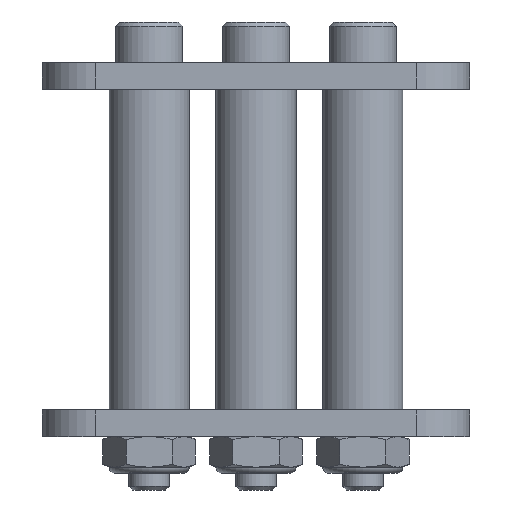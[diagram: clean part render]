
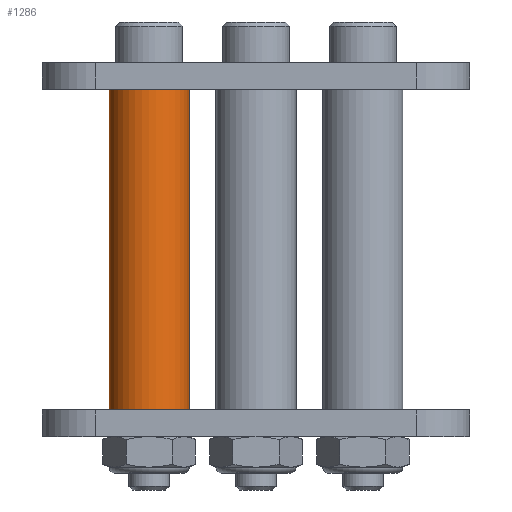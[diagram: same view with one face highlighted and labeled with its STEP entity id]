
A CAD part, left-side view. The second image highlights one B-rep face of the part: STEP entity #1286.
In plain terms, the highlighted cylindrical face has radius 4.763 mm (diameter 9.525 mm), a full revolution.
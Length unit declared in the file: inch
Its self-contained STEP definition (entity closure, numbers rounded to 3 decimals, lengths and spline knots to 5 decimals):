
#431 = AXIS2_PLACEMENT_3D ( 'NONE', #1141, #2068, #1765 ) ;
#560 = VERTEX_POINT ( 'NONE', #1770 ) ;
#641 = CARTESIAN_POINT ( 'NONE',  ( 0.1875, 0., 0.75 ) ) ;
#651 = DIRECTION ( 'NONE',  ( 1., 0., 0. ) ) ;
#703 = AXIS2_PLACEMENT_3D ( 'NONE', #2125, #3638, #651 ) ;
#928 = DIRECTION ( 'NONE',  ( 0., 0., -1. ) ) ;
#1141 = CARTESIAN_POINT ( 'NONE',  ( 0., 0., -0.75 ) ) ;
#1286 = ADVANCED_FACE ( 'NONE', ( #1821, #3061 ), #3608, .T. ) ;
#1765 = DIRECTION ( 'NONE',  ( 1., 0., 0. ) ) ;
#1770 = CARTESIAN_POINT ( 'NONE',  ( 0.1875, 0., -0.75 ) ) ;
#1821 = FACE_OUTER_BOUND ( 'NONE', #3334, .T. ) ;
#1881 = EDGE_LOOP ( 'NONE', ( #2776 ) ) ;
#2068 = DIRECTION ( 'NONE',  ( 0., 0., 1. ) ) ;
#2125 = CARTESIAN_POINT ( 'NONE',  ( 0., 0., 0.75 ) ) ;
#2136 = CARTESIAN_POINT ( 'NONE',  ( 0., 0., 0.75 ) ) ;
#2147 = CIRCLE ( 'NONE', #431, 0.1875 ) ;
#2344 = CIRCLE ( 'NONE', #703, 0.1875 ) ;
#2617 = ORIENTED_EDGE ( 'NONE', *, *, #3855, .F. ) ;
#2776 = ORIENTED_EDGE ( 'NONE', *, *, #3187, .T. ) ;
#3061 = FACE_OUTER_BOUND ( 'NONE', #1881, .T. ) ;
#3187 = EDGE_CURVE ( 'NONE', #560, #560, #2147, .T. ) ;
#3316 = DIRECTION ( 'NONE',  ( -1., 0., 0. ) ) ;
#3334 = EDGE_LOOP ( 'NONE', ( #2617 ) ) ;
#3372 = VERTEX_POINT ( 'NONE', #641 ) ;
#3608 = CYLINDRICAL_SURFACE ( 'NONE', #3684, 0.1875 ) ;
#3638 = DIRECTION ( 'NONE',  ( 0., 0., 1. ) ) ;
#3684 = AXIS2_PLACEMENT_3D ( 'NONE', #2136, #928, #3316 ) ;
#3855 = EDGE_CURVE ( 'NONE', #3372, #3372, #2344, .T. ) ;
